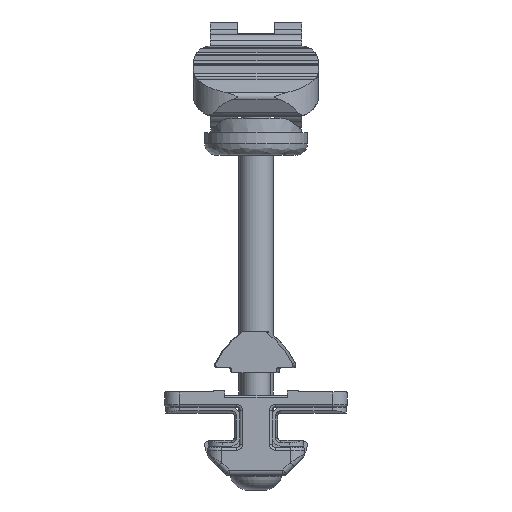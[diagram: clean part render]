
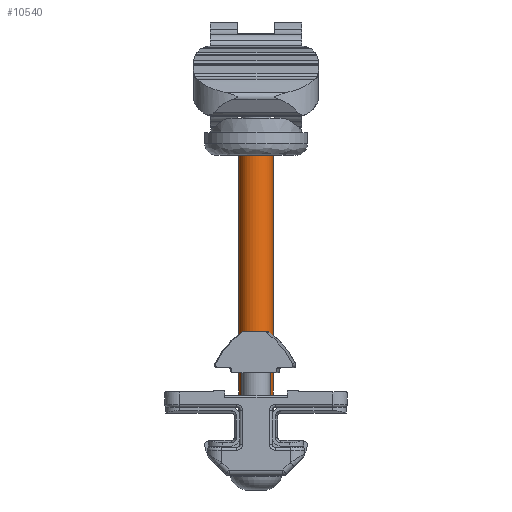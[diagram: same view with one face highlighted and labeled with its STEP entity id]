
A CAD part, front view. The second image highlights one B-rep face of the part: STEP entity #10540.
In plain terms, the highlighted cylindrical face has radius 3 mm (diameter 6 mm), a full revolution.
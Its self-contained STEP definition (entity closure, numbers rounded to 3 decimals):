
#326 = CIRCLE ( 'NONE', #3455, 3. ) ;
#1472 = EDGE_CURVE ( 'NONE', #6068, #6068, #23063, .T. ) ;
#2587 = CARTESIAN_POINT ( 'NONE',  ( 0., -14., 0. ) ) ;
#3455 = AXIS2_PLACEMENT_3D ( 'NONE', #9527, #22666, #11447 ) ;
#4492 = DIRECTION ( 'NONE',  ( 0., 0., 1. ) ) ;
#6059 = CARTESIAN_POINT ( 'NONE',  ( 0., -14., 3. ) ) ;
#6068 = VERTEX_POINT ( 'NONE', #6059 ) ;
#6308 = CARTESIAN_POINT ( 'NONE',  ( 0., -68., -3. ) ) ;
#6794 = ORIENTED_EDGE ( 'NONE', *, *, #18879, .T. ) ;
#6940 = VERTEX_POINT ( 'NONE', #6308 ) ;
#9527 = CARTESIAN_POINT ( 'NONE',  ( 0., -68., 0. ) ) ;
#9840 = EDGE_LOOP ( 'NONE', ( #16521 ) ) ;
#10540 = ADVANCED_FACE ( 'NONE', ( #20622, #17991 ), #23281, .T. ) ;
#11447 = DIRECTION ( 'NONE',  ( 0., 0., -1. ) ) ;
#14579 = AXIS2_PLACEMENT_3D ( 'NONE', #24293, #14916, #22466 ) ;
#14916 = DIRECTION ( 'NONE',  ( 0., 1., 0. ) ) ;
#15764 = DIRECTION ( 'NONE',  ( 0., -1., 0. ) ) ;
#16521 = ORIENTED_EDGE ( 'NONE', *, *, #1472, .T. ) ;
#17991 = FACE_OUTER_BOUND ( 'NONE', #9840, .T. ) ;
#18879 = EDGE_CURVE ( 'NONE', #6940, #6940, #326, .T. ) ;
#20622 = FACE_OUTER_BOUND ( 'NONE', #22657, .T. ) ;
#21828 = AXIS2_PLACEMENT_3D ( 'NONE', #2587, #15764, #4492 ) ;
#22466 = DIRECTION ( 'NONE',  ( 0., 0., 1. ) ) ;
#22657 = EDGE_LOOP ( 'NONE', ( #6794 ) ) ;
#22666 = DIRECTION ( 'NONE',  ( 0., 1., 0. ) ) ;
#23063 = CIRCLE ( 'NONE', #21828, 3. ) ;
#23281 = CYLINDRICAL_SURFACE ( 'NONE', #14579, 3. ) ;
#24293 = CARTESIAN_POINT ( 'NONE',  ( 0., -64., 0. ) ) ;
